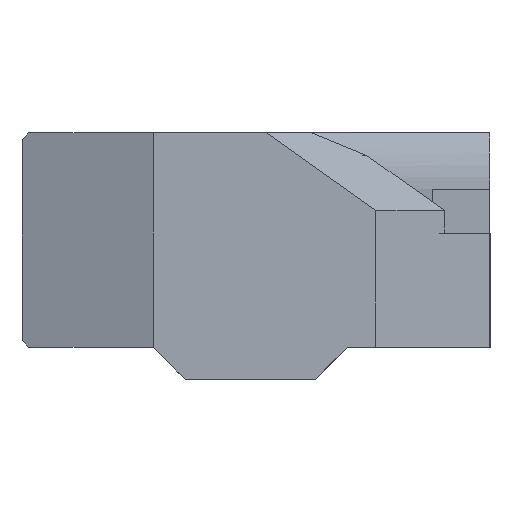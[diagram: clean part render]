
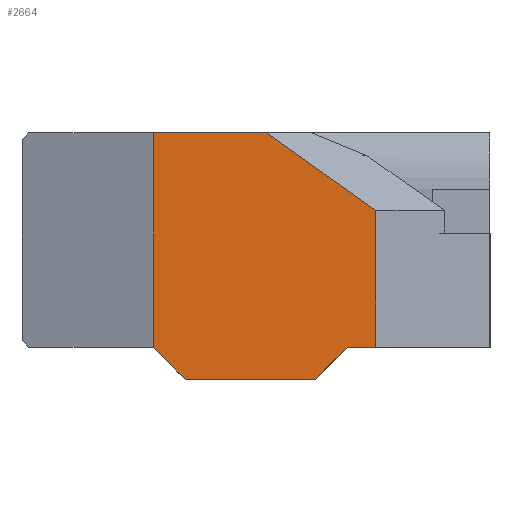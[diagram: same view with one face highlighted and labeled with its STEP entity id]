
A CAD part, left-side view. The second image highlights one B-rep face of the part: STEP entity #2664.
In plain terms, the highlighted planar face has unit normal (-1, 0, 0).
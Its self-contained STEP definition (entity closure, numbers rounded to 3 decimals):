
#159=FACE_OUTER_BOUND('',#311,.T.);
#311=EDGE_LOOP('',(#2138,#2139,#2140,#2141,#2142,#2143,#2144,#2145));
#391=LINE('',#3690,#731);
#426=LINE('',#3769,#766);
#460=LINE('',#3845,#800);
#462=LINE('',#3849,#802);
#513=LINE('',#3977,#853);
#520=LINE('',#3996,#860);
#524=LINE('',#4003,#864);
#578=LINE('',#4138,#918);
#731=VECTOR('',#2965,10.);
#766=VECTOR('',#3028,10.);
#800=VECTOR('',#3092,10.);
#802=VECTOR('',#3096,10.);
#853=VECTOR('',#3197,10.);
#860=VECTOR('',#3214,10.);
#864=VECTOR('',#3220,10.);
#918=VECTOR('',#3382,10.);
#1070=VERTEX_POINT('',#3687);
#1071=VERTEX_POINT('',#3689);
#1101=VERTEX_POINT('',#3768);
#1128=VERTEX_POINT('',#3844);
#1129=VERTEX_POINT('',#3848);
#1180=VERTEX_POINT('',#3974);
#1181=VERTEX_POINT('',#3976);
#1188=VERTEX_POINT('',#3994);
#1321=EDGE_CURVE('',#1070,#1071,#391,.T.);
#1359=EDGE_CURVE('',#1071,#1101,#426,.T.);
#1398=EDGE_CURVE('',#1101,#1128,#460,.T.);
#1400=EDGE_CURVE('',#1128,#1129,#462,.T.);
#1466=EDGE_CURVE('',#1180,#1181,#513,.T.);
#1476=EDGE_CURVE('',#1188,#1070,#520,.T.);
#1480=EDGE_CURVE('',#1181,#1188,#524,.T.);
#1548=EDGE_CURVE('',#1180,#1129,#578,.T.);
#2138=ORIENTED_EDGE('',*,*,#1398,.F.);
#2139=ORIENTED_EDGE('',*,*,#1359,.F.);
#2140=ORIENTED_EDGE('',*,*,#1321,.F.);
#2141=ORIENTED_EDGE('',*,*,#1476,.F.);
#2142=ORIENTED_EDGE('',*,*,#1480,.F.);
#2143=ORIENTED_EDGE('',*,*,#1466,.F.);
#2144=ORIENTED_EDGE('',*,*,#1548,.T.);
#2145=ORIENTED_EDGE('',*,*,#1400,.F.);
#2515=PLANE('',#2879);
#2664=ADVANCED_FACE('',(#159),#2515,.T.);
#2879=AXIS2_PLACEMENT_3D('',#4137,#3380,#3381);
#2965=DIRECTION('',(0.,0.,1.));
#3028=DIRECTION('',(0.,-1.,0.));
#3092=DIRECTION('',(0.,-0.816,-0.577));
#3096=DIRECTION('',(0.,0.,-1.));
#3197=DIRECTION('',(0.,0.707,-0.707));
#3214=DIRECTION('',(0.,0.707,0.707));
#3220=DIRECTION('',(0.,1.,0.));
#3380=DIRECTION('center_axis',(-1.,0.,0.));
#3381=DIRECTION('ref_axis',(0.,-1.,0.));
#3382=DIRECTION('',(0.,-1.,0.));
#3687=CARTESIAN_POINT('',(-28.,14.75,0.));
#3689=CARTESIAN_POINT('',(-28.,14.75,9.4));
#3690=CARTESIAN_POINT('',(-28.,14.75,0.));
#3768=CARTESIAN_POINT('',(-28.,9.808,9.4));
#3769=CARTESIAN_POINT('',(-28.,20.5,9.4));
#3844=CARTESIAN_POINT('',(-28.,5.,6.));
#3845=CARTESIAN_POINT('',(-28.,5.325,6.23));
#3848=CARTESIAN_POINT('',(-28.,5.,0.));
#3849=CARTESIAN_POINT('',(-28.,5.,0.));
#3974=CARTESIAN_POINT('',(-28.,6.25,0.));
#3976=CARTESIAN_POINT('',(-28.,7.65,-1.4));
#3977=CARTESIAN_POINT('',(-28.,8.188,-1.937));
#3994=CARTESIAN_POINT('',(-28.,13.35,-1.4));
#3996=CARTESIAN_POINT('',(-28.,13.513,-1.238));
#4003=CARTESIAN_POINT('',(-28.,11.925,-1.4));
#4137=CARTESIAN_POINT('Origin',(-28.,14.75,0.));
#4138=CARTESIAN_POINT('',(-28.,20.5,0.));
